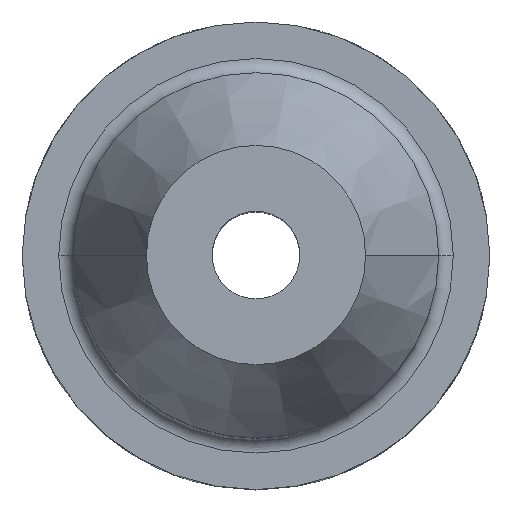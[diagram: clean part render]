
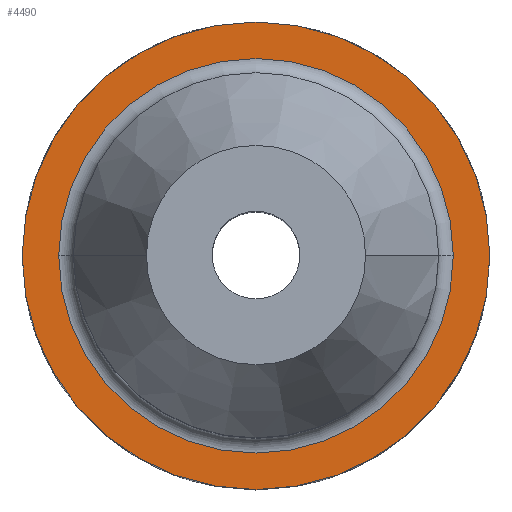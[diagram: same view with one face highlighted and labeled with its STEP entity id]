
A CAD part, top view. The second image highlights one B-rep face of the part: STEP entity #4490.
In plain terms, the highlighted planar face has unit normal (0, 0, 1).
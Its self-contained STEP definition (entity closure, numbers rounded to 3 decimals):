
#150 = DIRECTION ( 'NONE',  ( -1., 0., 0. ) ) ;
#171 = CARTESIAN_POINT ( 'NONE',  ( 16., 0., 15. ) ) ;
#203 = CIRCLE ( 'NONE', #270, 13.5 ) ;
#270 = AXIS2_PLACEMENT_3D ( 'NONE', #2828, #2445, #3156 ) ;
#395 = PLANE ( 'NONE',  #942 ) ;
#409 = EDGE_CURVE ( 'NONE', #2369, #1538, #3824, .T. ) ;
#500 = DIRECTION ( 'NONE',  ( 0., 0., 1. ) ) ;
#518 = DIRECTION ( 'NONE',  ( 1., 0., 0. ) ) ;
#790 = AXIS2_PLACEMENT_3D ( 'NONE', #1578, #2669, #4002 ) ;
#942 = AXIS2_PLACEMENT_3D ( 'NONE', #1818, #1849, #150 ) ;
#1480 = EDGE_LOOP ( 'NONE', ( #4101, #2655 ) ) ;
#1538 = VERTEX_POINT ( 'NONE', #171 ) ;
#1578 = CARTESIAN_POINT ( 'NONE',  ( 0., 0., 15. ) ) ;
#1709 = ORIENTED_EDGE ( 'NONE', *, *, #3284, .T. ) ;
#1818 = CARTESIAN_POINT ( 'NONE',  ( 0., 0., 15. ) ) ;
#1849 = DIRECTION ( 'NONE',  ( 0., 0., -1. ) ) ;
#1925 = EDGE_CURVE ( 'NONE', #2085, #2994, #3644, .T. ) ;
#2085 = VERTEX_POINT ( 'NONE', #3366 ) ;
#2369 = VERTEX_POINT ( 'NONE', #2795 ) ;
#2445 = DIRECTION ( 'NONE',  ( 0., 0., -1. ) ) ;
#2447 = DIRECTION ( 'NONE',  ( 0., 0., 1. ) ) ;
#2486 = AXIS2_PLACEMENT_3D ( 'NONE', #3530, #2447, #3181 ) ;
#2514 = EDGE_CURVE ( 'NONE', #2994, #2085, #203, .T. ) ;
#2655 = ORIENTED_EDGE ( 'NONE', *, *, #1925, .T. ) ;
#2669 = DIRECTION ( 'NONE',  ( 0., 0., -1. ) ) ;
#2763 = ORIENTED_EDGE ( 'NONE', *, *, #409, .T. ) ;
#2795 = CARTESIAN_POINT ( 'NONE',  ( -16., 0., 15. ) ) ;
#2828 = CARTESIAN_POINT ( 'NONE',  ( 0., 0., 15. ) ) ;
#2836 = CIRCLE ( 'NONE', #3071, 16. ) ;
#2972 = CARTESIAN_POINT ( 'NONE',  ( 0., 0., 15. ) ) ;
#2994 = VERTEX_POINT ( 'NONE', #3345 ) ;
#3071 = AXIS2_PLACEMENT_3D ( 'NONE', #2972, #500, #518 ) ;
#3156 = DIRECTION ( 'NONE',  ( -1., 0., 0. ) ) ;
#3181 = DIRECTION ( 'NONE',  ( 1., 0., 0. ) ) ;
#3284 = EDGE_CURVE ( 'NONE', #1538, #2369, #2836, .T. ) ;
#3345 = CARTESIAN_POINT ( 'NONE',  ( -13.5, 0., 15. ) ) ;
#3366 = CARTESIAN_POINT ( 'NONE',  ( 13.5, 0., 15. ) ) ;
#3406 = FACE_BOUND ( 'NONE', #1480, .T. ) ;
#3530 = CARTESIAN_POINT ( 'NONE',  ( 0., 0., 15. ) ) ;
#3644 = CIRCLE ( 'NONE', #790, 13.5 ) ;
#3674 = FACE_OUTER_BOUND ( 'NONE', #3911, .T. ) ;
#3824 = CIRCLE ( 'NONE', #2486, 16. ) ;
#3911 = EDGE_LOOP ( 'NONE', ( #1709, #2763 ) ) ;
#4002 = DIRECTION ( 'NONE',  ( -1., 0., 0. ) ) ;
#4101 = ORIENTED_EDGE ( 'NONE', *, *, #2514, .T. ) ;
#4490 = ADVANCED_FACE ( 'NONE', ( #3406, #3674 ), #395, .F. ) ;
